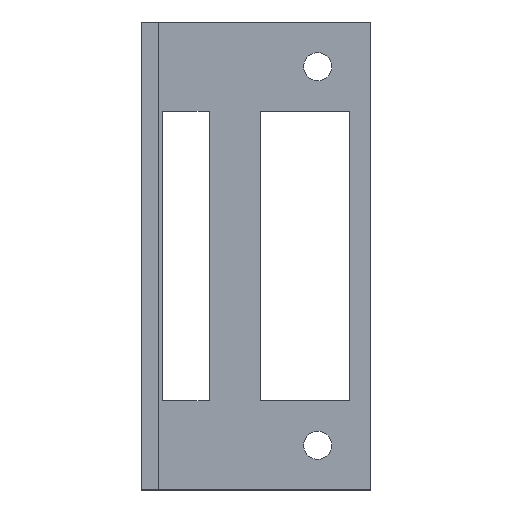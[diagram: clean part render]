
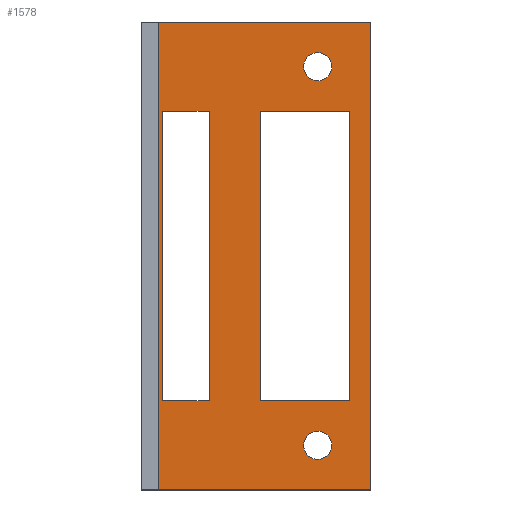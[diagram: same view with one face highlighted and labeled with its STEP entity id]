
A CAD part, top view. The second image highlights one B-rep face of the part: STEP entity #1578.
In plain terms, the highlighted planar face has unit normal (0, 0, 1).
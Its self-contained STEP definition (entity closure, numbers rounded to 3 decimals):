
#1431=CARTESIAN_POINT('',(704.,0.,1081.14));
#1432=DIRECTION('',(0.,0.,-1.));
#1433=DIRECTION('',(-1.,0.,0.));
#1434=AXIS2_PLACEMENT_3D('',#1431,#1432,#1433);
#1435=PLANE('',#1434);
#1436=CARTESIAN_POINT('',(399.,-34.,1081.14));
#1437=VERTEX_POINT('',#1436);
#1438=CARTESIAN_POINT('',(399.,34.,1081.14));
#1439=VERTEX_POINT('',#1438);
#1440=CARTESIAN_POINT('',(399.,-34.,1081.14));
#1441=DIRECTION('',(0.,1.,0.));
#1442=VECTOR('',#1441,68.);
#1443=LINE('',#1440,#1442);
#1444=EDGE_CURVE('',#1437,#1439,#1443,.T.);
#1445=ORIENTED_EDGE('',*,*,#1444,.F.);
#1446=CARTESIAN_POINT('',(378.,-34.,1081.14));
#1447=VERTEX_POINT('',#1446);
#1448=CARTESIAN_POINT('',(378.,-34.,1081.14));
#1449=DIRECTION('',(1.,0.,-0.));
#1450=VECTOR('',#1449,21.);
#1451=LINE('',#1448,#1450);
#1452=EDGE_CURVE('',#1447,#1437,#1451,.T.);
#1453=ORIENTED_EDGE('',*,*,#1452,.F.);
#1454=CARTESIAN_POINT('',(378.,34.,1081.14));
#1455=VERTEX_POINT('',#1454);
#1456=CARTESIAN_POINT('',(378.,34.,1081.14));
#1457=DIRECTION('',(-0.,-1.,-0.));
#1458=VECTOR('',#1457,68.);
#1459=LINE('',#1456,#1458);
#1460=EDGE_CURVE('',#1455,#1447,#1459,.T.);
#1461=ORIENTED_EDGE('',*,*,#1460,.F.);
#1462=CARTESIAN_POINT('',(399.,34.,1081.14));
#1463=DIRECTION('',(-1.,-0.,0.));
#1464=VECTOR('',#1463,21.);
#1465=LINE('',#1462,#1464);
#1466=EDGE_CURVE('',#1439,#1455,#1465,.T.);
#1467=ORIENTED_EDGE('',*,*,#1466,.F.);
#1468=EDGE_LOOP('',(#1445,#1453,#1461,#1467));
#1469=FACE_BOUND('',#1468,.T.);
#1470=CARTESIAN_POINT('',(388.2,44.5,1081.14));
#1471=VERTEX_POINT('',#1470);
#1472=CARTESIAN_POINT('',(394.8,44.5,1081.14));
#1473=VERTEX_POINT('',#1472);
#1474=CARTESIAN_POINT('',(391.5,44.5,1081.14));
#1475=DIRECTION('',(0.,0.,-1.));
#1476=DIRECTION('',(-1.,0.,0.));
#1477=AXIS2_PLACEMENT_3D('',#1474,#1475,#1476);
#1478=CIRCLE('',#1477,3.3);
#1479=EDGE_CURVE('',#1471,#1473,#1478,.T.);
#1480=ORIENTED_EDGE('',*,*,#1479,.T.);
#1481=CARTESIAN_POINT('',(391.5,44.5,1081.14));
#1482=DIRECTION('',(0.,0.,-1.));
#1483=DIRECTION('',(-1.,0.,0.));
#1484=AXIS2_PLACEMENT_3D('',#1481,#1482,#1483);
#1485=CIRCLE('',#1484,3.3);
#1486=EDGE_CURVE('',#1473,#1471,#1485,.T.);
#1487=ORIENTED_EDGE('',*,*,#1486,.T.);
#1488=EDGE_LOOP('',(#1480,#1487));
#1489=FACE_BOUND('',#1488,.T.);
#1490=CARTESIAN_POINT('',(388.2,-44.5,1081.14));
#1491=VERTEX_POINT('',#1490);
#1492=CARTESIAN_POINT('',(394.8,-44.5,1081.14));
#1493=VERTEX_POINT('',#1492);
#1494=CARTESIAN_POINT('',(391.5,-44.5,1081.14));
#1495=DIRECTION('',(0.,0.,-1.));
#1496=DIRECTION('',(-1.,0.,0.));
#1497=AXIS2_PLACEMENT_3D('',#1494,#1495,#1496);
#1498=CIRCLE('',#1497,3.3);
#1499=EDGE_CURVE('',#1491,#1493,#1498,.T.);
#1500=ORIENTED_EDGE('',*,*,#1499,.T.);
#1501=CARTESIAN_POINT('',(391.5,-44.5,1081.14));
#1502=DIRECTION('',(0.,0.,-1.));
#1503=DIRECTION('',(-1.,0.,0.));
#1504=AXIS2_PLACEMENT_3D('',#1501,#1502,#1503);
#1505=CIRCLE('',#1504,3.3);
#1506=EDGE_CURVE('',#1493,#1491,#1505,.T.);
#1507=ORIENTED_EDGE('',*,*,#1506,.T.);
#1508=EDGE_LOOP('',(#1500,#1507));
#1509=FACE_BOUND('',#1508,.T.);
#1510=CARTESIAN_POINT('',(404.,-55.,1081.14));
#1511=VERTEX_POINT('',#1510);
#1512=CARTESIAN_POINT('',(354.,-55.,1081.14));
#1513=VERTEX_POINT('',#1512);
#1514=CARTESIAN_POINT('',(404.,-55.,1081.14));
#1515=DIRECTION('',(-1.,0.,0.));
#1516=VECTOR('',#1515,50.);
#1517=LINE('',#1514,#1516);
#1518=EDGE_CURVE('',#1511,#1513,#1517,.T.);
#1519=ORIENTED_EDGE('',*,*,#1518,.F.);
#1520=CARTESIAN_POINT('',(404.,55.,1081.14));
#1521=VERTEX_POINT('',#1520);
#1522=CARTESIAN_POINT('',(404.,55.,1081.14));
#1523=DIRECTION('',(-0.,-1.,-0.));
#1524=VECTOR('',#1523,110.);
#1525=LINE('',#1522,#1524);
#1526=EDGE_CURVE('',#1521,#1511,#1525,.T.);
#1527=ORIENTED_EDGE('',*,*,#1526,.F.);
#1528=CARTESIAN_POINT('',(354.,55.,1081.14));
#1529=VERTEX_POINT('',#1528);
#1530=CARTESIAN_POINT('',(404.,55.,1081.14));
#1531=DIRECTION('',(-1.,0.,0.));
#1532=VECTOR('',#1531,50.);
#1533=LINE('',#1530,#1532);
#1534=EDGE_CURVE('',#1521,#1529,#1533,.T.);
#1535=ORIENTED_EDGE('',*,*,#1534,.T.);
#1536=CARTESIAN_POINT('',(354.,-55.,1081.14));
#1537=DIRECTION('',(0.,1.,0.));
#1538=VECTOR('',#1537,110.);
#1539=LINE('',#1536,#1538);
#1540=EDGE_CURVE('',#1513,#1529,#1539,.T.);
#1541=ORIENTED_EDGE('',*,*,#1540,.F.);
#1542=EDGE_LOOP('',(#1519,#1527,#1535,#1541));
#1543=FACE_BOUND('',#1542,.T.);
#1544=CARTESIAN_POINT('',(355.,-34.,1081.14));
#1545=VERTEX_POINT('',#1544);
#1546=CARTESIAN_POINT('',(366.,-34.,1081.14));
#1547=VERTEX_POINT('',#1546);
#1548=CARTESIAN_POINT('',(355.,-34.,1081.14));
#1549=DIRECTION('',(1.,0.,-0.));
#1550=VECTOR('',#1549,11.);
#1551=LINE('',#1548,#1550);
#1552=EDGE_CURVE('',#1545,#1547,#1551,.T.);
#1553=ORIENTED_EDGE('',*,*,#1552,.F.);
#1554=CARTESIAN_POINT('',(355.,34.,1081.14));
#1555=VERTEX_POINT('',#1554);
#1556=CARTESIAN_POINT('',(355.,34.,1081.14));
#1557=DIRECTION('',(-0.,-1.,-0.));
#1558=VECTOR('',#1557,68.);
#1559=LINE('',#1556,#1558);
#1560=EDGE_CURVE('',#1555,#1545,#1559,.T.);
#1561=ORIENTED_EDGE('',*,*,#1560,.F.);
#1562=CARTESIAN_POINT('',(366.,34.,1081.14));
#1563=VERTEX_POINT('',#1562);
#1564=CARTESIAN_POINT('',(366.,34.,1081.14));
#1565=DIRECTION('',(-1.,-0.,0.));
#1566=VECTOR('',#1565,11.);
#1567=LINE('',#1564,#1566);
#1568=EDGE_CURVE('',#1563,#1555,#1567,.T.);
#1569=ORIENTED_EDGE('',*,*,#1568,.F.);
#1570=CARTESIAN_POINT('',(366.,-34.,1081.14));
#1571=DIRECTION('',(0.,1.,0.));
#1572=VECTOR('',#1571,68.);
#1573=LINE('',#1570,#1572);
#1574=EDGE_CURVE('',#1547,#1563,#1573,.T.);
#1575=ORIENTED_EDGE('',*,*,#1574,.F.);
#1576=EDGE_LOOP('',(#1553,#1561,#1569,#1575));
#1577=FACE_BOUND('',#1576,.T.);
#1578=ADVANCED_FACE('',(#1469,#1489,#1509,#1543,#1577),#1435,.F.);
